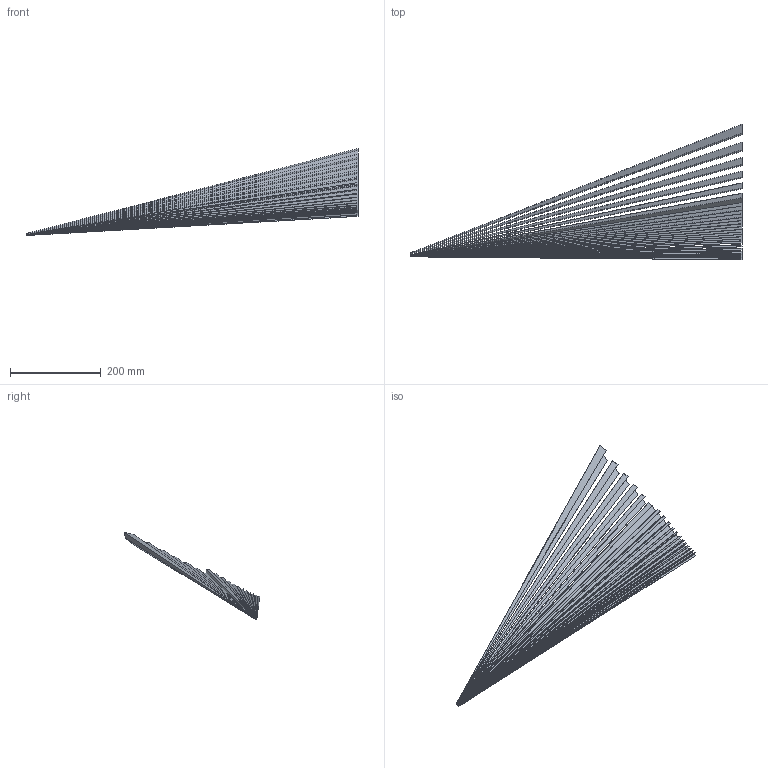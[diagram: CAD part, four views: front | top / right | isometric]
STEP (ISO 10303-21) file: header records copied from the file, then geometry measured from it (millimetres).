
FILE_DESCRIPTION(('FreeCAD Model'),'2;1');
FILE_NAME( 'block_8.step', '2021-06-02T11:37:45',('Author'),(''), 'Open CASCADE STEP processor 7.3','FreeCAD','Unknown');
FILE_SCHEMA(('AUTOMOTIVE_DESIGN { 1 0 10303 214 1 1 1 1 }'));
Length unit declared in the file: millimetre
Products named in the file (1): Part_8
Bounding box: 730 x 297.91 x 191.59 mm (x, y, z)
Volume: 73860.6 mm3; surface area: 503137.5 mm2
Topology: 8 solids, 8 shells, 307 faces, 874 edges, 582 vertices
Faces by surface type: plane 307
Entity records: 20335 total; most frequent: CARTESIAN_POINT 4385, DIRECTION 2365, LINE 1749, VECTOR 1749, ORIENTED_EDGE 1748, PCURVE 1748, DEFINITIONAL_REPRESENTATION 1748, EDGE_CURVE 874
